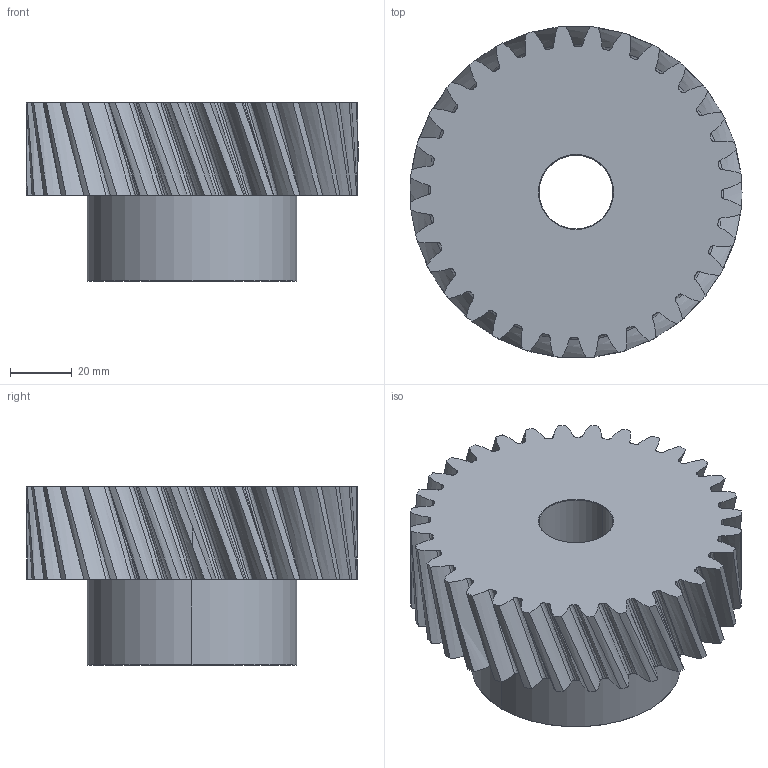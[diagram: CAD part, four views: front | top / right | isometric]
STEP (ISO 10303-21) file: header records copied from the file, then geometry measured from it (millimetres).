
FILE_DESCRIPTION(('STEP AP214'),'1');
FILE_NAME('127-030-032.stp','2017-10-09T08:50:22',('TraceParts'),('TraceParts S.A.'),'Spatial InterOp 3D',' ',' ');
FILE_SCHEMA(('automotive_design'));
Length unit declared in the file: millimetre
Products named in the file (1): 127-030-032
Bounding box: 107.86 x 107.64 x 58 mm (x, y, z)
Volume: 317813 mm3; surface area: 44441.7 mm2
Topology: 1 solids, 1 shells, 209 faces, 610 edges, 404 vertices
Faces by surface type: bspline 160, cylinder 38, cone 6, plane 3, torus 2
Entity records: 20323 total; most frequent: CARTESIAN_POINT 14488, ORIENTED_EDGE 1220, EDGE_CURVE 610, DIRECTION 468, VERTEX_POINT 404, B_SPLINE_CURVE_WITH_KNOTS 256, AXIS2_PLACEMENT_3D 228, EDGE_LOOP 212
